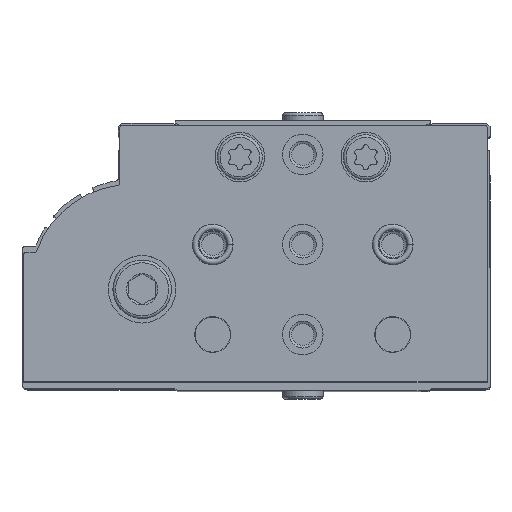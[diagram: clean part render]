
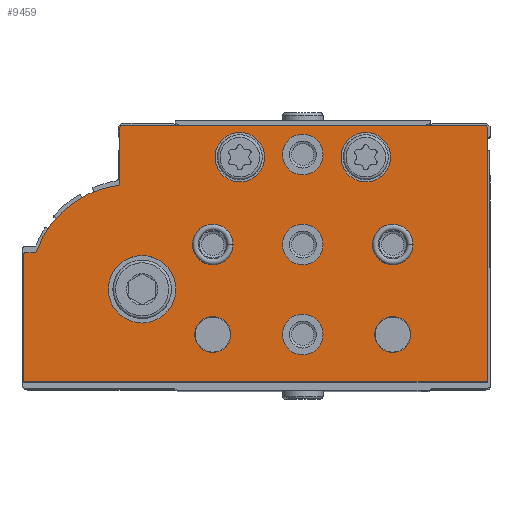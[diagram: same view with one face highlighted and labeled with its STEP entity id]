
A CAD part, top view. The second image highlights one B-rep face of the part: STEP entity #9459.
In plain terms, the highlighted face is planar.
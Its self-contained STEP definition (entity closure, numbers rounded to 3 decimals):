
#952=LINE('',#16002,#1682);
#954=LINE('',#16006,#1684);
#956=LINE('',#16010,#1686);
#959=LINE('',#16018,#1689);
#964=LINE('',#16034,#1694);
#967=LINE('',#16042,#1697);
#1682=VECTOR('',#12928,1000.);
#1684=VECTOR('',#12932,1000.);
#1686=VECTOR('',#12936,1000.);
#1689=VECTOR('',#12945,1000.);
#1694=VECTOR('',#12964,1000.);
#1697=VECTOR('',#12973,1000.);
#3608=ORIENTED_EDGE('',*,*,#5359,.T.);
#3609=ORIENTED_EDGE('',*,*,#5360,.T.);
#3610=ORIENTED_EDGE('',*,*,#5361,.T.);
#3611=ORIENTED_EDGE('',*,*,#5362,.T.);
#3612=ORIENTED_EDGE('',*,*,#5363,.T.);
#3613=ORIENTED_EDGE('',*,*,#5364,.T.);
#3614=ORIENTED_EDGE('',*,*,#5365,.T.);
#3615=ORIENTED_EDGE('',*,*,#5366,.T.);
#3616=ORIENTED_EDGE('',*,*,#5367,.T.);
#3617=ORIENTED_EDGE('',*,*,#5368,.T.);
#3618=ORIENTED_EDGE('',*,*,#5334,.F.);
#3619=ORIENTED_EDGE('',*,*,#5357,.F.);
#3620=ORIENTED_EDGE('',*,*,#5355,.F.);
#3621=ORIENTED_EDGE('',*,*,#5353,.F.);
#3622=ORIENTED_EDGE('',*,*,#5351,.T.);
#3623=ORIENTED_EDGE('',*,*,#5349,.F.);
#3624=ORIENTED_EDGE('',*,*,#5347,.T.);
#3625=ORIENTED_EDGE('',*,*,#5345,.F.);
#3626=ORIENTED_EDGE('',*,*,#5343,.F.);
#3627=ORIENTED_EDGE('',*,*,#5341,.F.);
#3628=ORIENTED_EDGE('',*,*,#5339,.F.);
#3629=ORIENTED_EDGE('',*,*,#5337,.F.);
#5334=EDGE_CURVE('',#6388,#6389,#6975,.T.);
#5337=EDGE_CURVE('',#6389,#6390,#952,.T.);
#5339=EDGE_CURVE('',#6390,#6391,#954,.T.);
#5341=EDGE_CURVE('',#6391,#6392,#956,.T.);
#5343=EDGE_CURVE('',#6392,#6393,#6976,.T.);
#5345=EDGE_CURVE('',#6393,#6394,#959,.T.);
#5347=EDGE_CURVE('',#6395,#6394,#6977,.T.);
#5349=EDGE_CURVE('',#6395,#6396,#6978,.T.);
#5351=EDGE_CURVE('',#6397,#6396,#6979,.T.);
#5353=EDGE_CURVE('',#6397,#6398,#964,.T.);
#5355=EDGE_CURVE('',#6398,#6399,#6980,.T.);
#5357=EDGE_CURVE('',#6399,#6388,#967,.T.);
#5359=EDGE_CURVE('',#6400,#6400,#6981,.T.);
#5360=EDGE_CURVE('',#6401,#6401,#6982,.T.);
#5361=EDGE_CURVE('',#6402,#6402,#6983,.T.);
#5362=EDGE_CURVE('',#6403,#6403,#6984,.T.);
#5363=EDGE_CURVE('',#6404,#6404,#6985,.T.);
#5364=EDGE_CURVE('',#6405,#6405,#6986,.T.);
#5365=EDGE_CURVE('',#6406,#6406,#6987,.T.);
#5366=EDGE_CURVE('',#6407,#6407,#6988,.T.);
#5367=EDGE_CURVE('',#6408,#6408,#6989,.T.);
#5368=EDGE_CURVE('',#6409,#6409,#6990,.T.);
#6388=VERTEX_POINT('',#15997);
#6389=VERTEX_POINT('',#15998);
#6390=VERTEX_POINT('',#16003);
#6391=VERTEX_POINT('',#16007);
#6392=VERTEX_POINT('',#16011);
#6393=VERTEX_POINT('',#16015);
#6394=VERTEX_POINT('',#16019);
#6395=VERTEX_POINT('',#16023);
#6396=VERTEX_POINT('',#16027);
#6397=VERTEX_POINT('',#16031);
#6398=VERTEX_POINT('',#16035);
#6399=VERTEX_POINT('',#16039);
#6400=VERTEX_POINT('',#16046);
#6401=VERTEX_POINT('',#16048);
#6402=VERTEX_POINT('',#16050);
#6403=VERTEX_POINT('',#16052);
#6404=VERTEX_POINT('',#16054);
#6405=VERTEX_POINT('',#16056);
#6406=VERTEX_POINT('',#16058);
#6407=VERTEX_POINT('',#16060);
#6408=VERTEX_POINT('',#16062);
#6409=VERTEX_POINT('',#16064);
#6975=CIRCLE('',#10578,0.5);
#6976=CIRCLE('',#10583,0.5);
#6977=CIRCLE('',#10586,0.5);
#6978=CIRCLE('',#10588,22.5);
#6979=CIRCLE('',#10590,0.5);
#6980=CIRCLE('',#10593,0.5);
#6981=CIRCLE('',#10596,7.5);
#6982=CIRCLE('',#10597,4.5);
#6983=CIRCLE('',#10598,5.5);
#6984=CIRCLE('',#10599,5.5);
#6985=CIRCLE('',#10600,4.5);
#6986=CIRCLE('',#10601,4.5);
#6987=CIRCLE('',#10602,4.5);
#6988=CIRCLE('',#10603,4.);
#6989=CIRCLE('',#10604,4.5);
#6990=CIRCLE('',#10605,4.);
#7663=EDGE_LOOP('',(#3608));
#7664=EDGE_LOOP('',(#3609));
#7665=EDGE_LOOP('',(#3610));
#7666=EDGE_LOOP('',(#3611));
#7667=EDGE_LOOP('',(#3612));
#7668=EDGE_LOOP('',(#3613));
#7669=EDGE_LOOP('',(#3614));
#7670=EDGE_LOOP('',(#3615));
#7671=EDGE_LOOP('',(#3616));
#7672=EDGE_LOOP('',(#3617));
#7673=EDGE_LOOP('',(#3618,#3619,#3620,#3621,#3622,#3623,#3624,#3625,#3626,
#3627,#3628,#3629));
#8483=FACE_BOUND('',#7663,.T.);
#8484=FACE_BOUND('',#7664,.T.);
#8485=FACE_BOUND('',#7665,.T.);
#8486=FACE_BOUND('',#7666,.T.);
#8487=FACE_BOUND('',#7667,.T.);
#8488=FACE_BOUND('',#7668,.T.);
#8489=FACE_BOUND('',#7669,.T.);
#8490=FACE_BOUND('',#7670,.T.);
#8491=FACE_BOUND('',#7671,.T.);
#8492=FACE_BOUND('',#7672,.T.);
#8493=FACE_BOUND('',#7673,.T.);
#9008=PLANE('',#10595);
#9459=ADVANCED_FACE('',(#8483,#8484,#8485,#8486,#8487,#8488,#8489,#8490,
#8491,#8492,#8493),#9008,.F.);
#10578=AXIS2_PLACEMENT_3D('',#15996,#12922,#12923);
#10583=AXIS2_PLACEMENT_3D('',#16014,#12940,#12941);
#10586=AXIS2_PLACEMENT_3D('',#16022,#12949,#12950);
#10588=AXIS2_PLACEMENT_3D('',#16026,#12954,#12955);
#10590=AXIS2_PLACEMENT_3D('',#16030,#12959,#12960);
#10593=AXIS2_PLACEMENT_3D('',#16038,#12968,#12969);
#10595=AXIS2_PLACEMENT_3D('',#16044,#12975,#12976);
#10596=AXIS2_PLACEMENT_3D('',#16045,#12977,#12978);
#10597=AXIS2_PLACEMENT_3D('',#16047,#12979,#12980);
#10598=AXIS2_PLACEMENT_3D('',#16049,#12981,#12982);
#10599=AXIS2_PLACEMENT_3D('',#16051,#12983,#12984);
#10600=AXIS2_PLACEMENT_3D('',#16053,#12985,#12986);
#10601=AXIS2_PLACEMENT_3D('',#16055,#12987,#12988);
#10602=AXIS2_PLACEMENT_3D('',#16057,#12989,#12990);
#10603=AXIS2_PLACEMENT_3D('',#16059,#12991,#12992);
#10604=AXIS2_PLACEMENT_3D('',#16061,#12993,#12994);
#10605=AXIS2_PLACEMENT_3D('',#16063,#12995,#12996);
#12922=DIRECTION('',(0.,0.,1.));
#12923=DIRECTION('',(1.,0.,0.));
#12928=DIRECTION('',(0.,-1.,0.));
#12932=DIRECTION('',(1.,0.,0.));
#12936=DIRECTION('',(0.,1.,0.));
#12940=DIRECTION('',(0.,0.,1.));
#12941=DIRECTION('',(1.,0.,0.));
#12945=DIRECTION('',(-1.,0.,0.));
#12949=DIRECTION('',(0.,0.,1.));
#12950=DIRECTION('',(1.,0.,0.));
#12954=DIRECTION('',(0.,0.,1.));
#12955=DIRECTION('',(1.,0.,0.));
#12959=DIRECTION('',(0.,0.,1.));
#12960=DIRECTION('',(1.,0.,0.));
#12964=DIRECTION('',(0.,1.,0.));
#12968=DIRECTION('',(0.,0.,1.));
#12969=DIRECTION('',(1.,0.,0.));
#12973=DIRECTION('',(-1.,0.,0.));
#12975=DIRECTION('',(0.,0.,1.));
#12976=DIRECTION('',(1.,0.,0.));
#12977=DIRECTION('',(0.,0.,1.));
#12978=DIRECTION('',(1.,0.,0.));
#12979=DIRECTION('',(0.,0.,1.));
#12980=DIRECTION('',(1.,0.,0.));
#12981=DIRECTION('',(0.,0.,1.));
#12982=DIRECTION('',(1.,0.,0.));
#12983=DIRECTION('',(0.,0.,1.));
#12984=DIRECTION('',(1.,0.,0.));
#12985=DIRECTION('',(0.,0.,1.));
#12986=DIRECTION('',(1.,0.,0.));
#12987=DIRECTION('',(0.,0.,1.));
#12988=DIRECTION('',(1.,0.,0.));
#12989=DIRECTION('',(0.,0.,1.));
#12990=DIRECTION('',(1.,0.,0.));
#12991=DIRECTION('',(0.,0.,1.));
#12992=DIRECTION('',(1.,0.,0.));
#12993=DIRECTION('',(0.,0.,1.));
#12994=DIRECTION('',(1.,0.,0.));
#12995=DIRECTION('',(0.,0.,1.));
#12996=DIRECTION('',(1.,0.,0.));
#15996=CARTESIAN_POINT('',(0.5,56.5,0.));
#15997=CARTESIAN_POINT('',(0.5,57.,0.));
#15998=CARTESIAN_POINT('',(0.,56.5,0.));
#16002=CARTESIAN_POINT('',(0.,56.5,0.));
#16003=CARTESIAN_POINT('',(0.,0.,0.));
#16006=CARTESIAN_POINT('',(0.,0.,0.));
#16007=CARTESIAN_POINT('',(103.,0.,0.));
#16010=CARTESIAN_POINT('',(103.,0.,0.));
#16011=CARTESIAN_POINT('',(103.,28.2,0.));
#16014=CARTESIAN_POINT('',(102.5,28.2,0.));
#16015=CARTESIAN_POINT('',(102.5,28.7,0.));
#16018=CARTESIAN_POINT('',(102.5,28.7,0.));
#16019=CARTESIAN_POINT('',(100.637,28.7,0.));
#16022=CARTESIAN_POINT('',(100.637,29.2,0.));
#16023=CARTESIAN_POINT('',(100.167,29.03,0.));
#16026=CARTESIAN_POINT('',(79.,21.4,0.));
#16027=CARTESIAN_POINT('',(82.033,43.695,0.));
#16030=CARTESIAN_POINT('',(82.1,44.19,0.));
#16031=CARTESIAN_POINT('',(81.6,44.19,0.));
#16034=CARTESIAN_POINT('',(81.6,44.19,0.));
#16035=CARTESIAN_POINT('',(81.6,56.5,0.));
#16038=CARTESIAN_POINT('',(81.1,56.5,0.));
#16039=CARTESIAN_POINT('',(81.1,57.,0.));
#16042=CARTESIAN_POINT('',(81.1,57.,0.));
#16044=CARTESIAN_POINT('',(0.5,56.5,0.));
#16045=CARTESIAN_POINT('',(76.65,20.6,0.));
#16046=CARTESIAN_POINT('',(84.15,20.6,0.));
#16047=CARTESIAN_POINT('',(40.95,50.55,0.));
#16048=CARTESIAN_POINT('',(45.45,50.55,0.));
#16049=CARTESIAN_POINT('',(54.95,49.95,0.));
#16050=CARTESIAN_POINT('',(60.45,49.95,0.));
#16051=CARTESIAN_POINT('',(26.95,49.95,0.));
#16052=CARTESIAN_POINT('',(32.45,49.95,0.));
#16053=CARTESIAN_POINT('',(60.95,30.55,0.));
#16054=CARTESIAN_POINT('',(65.45,30.55,0.));
#16055=CARTESIAN_POINT('',(40.95,30.55,0.));
#16056=CARTESIAN_POINT('',(45.45,30.55,0.));
#16057=CARTESIAN_POINT('',(20.95,30.55,0.));
#16058=CARTESIAN_POINT('',(25.45,30.55,0.));
#16059=CARTESIAN_POINT('',(60.95,10.55,0.));
#16060=CARTESIAN_POINT('',(64.95,10.55,0.));
#16061=CARTESIAN_POINT('',(40.95,10.55,0.));
#16062=CARTESIAN_POINT('',(45.45,10.55,0.));
#16063=CARTESIAN_POINT('',(20.95,10.55,0.));
#16064=CARTESIAN_POINT('',(24.95,10.55,0.));
